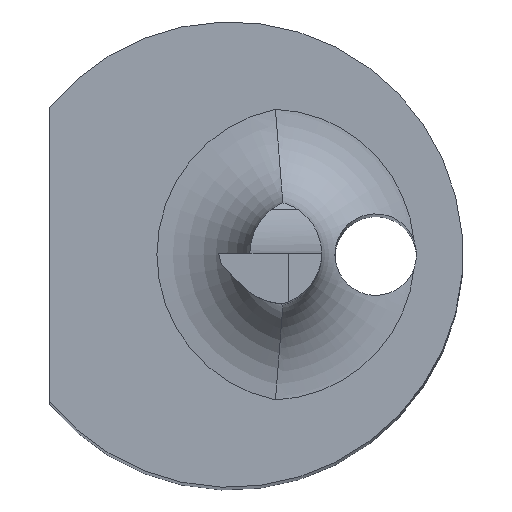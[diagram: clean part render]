
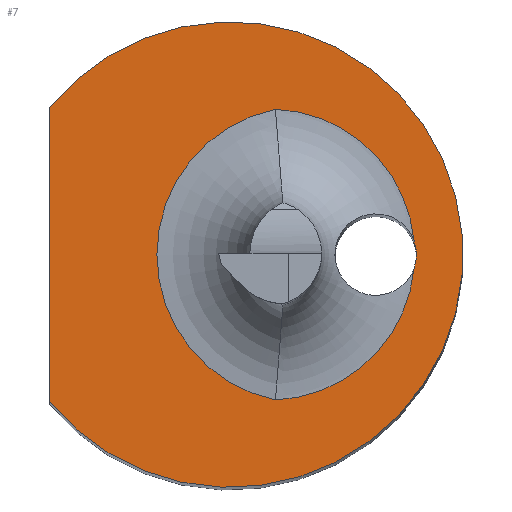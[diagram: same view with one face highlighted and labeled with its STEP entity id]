
A CAD part, top view. The second image highlights one B-rep face of the part: STEP entity #7.
In plain terms, the highlighted planar face has unit normal (0, 0, 1).
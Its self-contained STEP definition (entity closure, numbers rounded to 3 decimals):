
#7 = ADVANCED_FACE ( 'NONE', ( #736, #245 ), #795, .T. ) ;
#28 = CARTESIAN_POINT ( 'NONE',  ( 0.335, 0., 14.3 ) ) ;
#39 = EDGE_CURVE ( 'NONE', #601, #258, #654, .T. ) ;
#44 = CARTESIAN_POINT ( 'NONE',  ( 0., 0., 14.3 ) ) ;
#65 = EDGE_CURVE ( 'NONE', #897, #252, #738, .T. ) ;
#83 = VECTOR ( 'NONE', #327, 1000. ) ;
#110 = DIRECTION ( 'NONE',  ( 0., 0., -1. ) ) ;
#124 = DIRECTION ( 'NONE',  ( -1., 0., 0. ) ) ;
#136 = ORIENTED_EDGE ( 'NONE', *, *, #39, .F. ) ;
#140 = EDGE_CURVE ( 'NONE', #601, #258, #240, .T. ) ;
#175 = CARTESIAN_POINT ( 'NONE',  ( 0., 0., 14.3 ) ) ;
#203 = ORIENTED_EDGE ( 'NONE', *, *, #559, .F. ) ;
#223 = AXIS2_PLACEMENT_3D ( 'NONE', #868, #110, #124 ) ;
#225 = VERTEX_POINT ( 'NONE', #653 ) ;
#226 = DIRECTION ( 'NONE',  ( -1., 0., 0. ) ) ;
#240 = LINE ( 'NONE', #589, #83 ) ;
#245 = FACE_OUTER_BOUND ( 'NONE', #308, .T. ) ;
#252 = VERTEX_POINT ( 'NONE', #267 ) ;
#258 = VERTEX_POINT ( 'NONE', #662 ) ;
#260 = DIRECTION ( 'NONE',  ( -1., 0., 0. ) ) ;
#267 = CARTESIAN_POINT ( 'NONE',  ( 1.579, -0.118, 14.3 ) ) ;
#295 = AXIS2_PLACEMENT_3D ( 'NONE', #28, #842, #226 ) ;
#308 = EDGE_LOOP ( 'NONE', ( #136, #550 ) ) ;
#313 = DIRECTION ( 'NONE',  ( 0., 0., 1. ) ) ;
#327 = DIRECTION ( 'NONE',  ( 0., -1., 0. ) ) ;
#332 = DIRECTION ( 'NONE',  ( 0., 0., -1. ) ) ;
#356 = AXIS2_PLACEMENT_3D ( 'NONE', #544, #611, #260 ) ;
#371 = CIRCLE ( 'NONE', #678, 1.275 ) ;
#394 = ORIENTED_EDGE ( 'NONE', *, *, #463, .F. ) ;
#455 = CARTESIAN_POINT ( 'NONE',  ( 0.645, 0., 14.3 ) ) ;
#463 = EDGE_CURVE ( 'NONE', #225, #897, #371, .T. ) ;
#465 = ORIENTED_EDGE ( 'NONE', *, *, #609, .T. ) ;
#477 = VERTEX_POINT ( 'NONE', #865 ) ;
#544 = CARTESIAN_POINT ( 'NONE',  ( 0.335, 0., 14.3 ) ) ;
#550 = ORIENTED_EDGE ( 'NONE', *, *, #140, .T. ) ;
#554 = AXIS2_PLACEMENT_3D ( 'NONE', #175, #867, #724 ) ;
#559 = EDGE_CURVE ( 'NONE', #477, #225, #839, .T. ) ;
#589 = CARTESIAN_POINT ( 'NONE',  ( -1.55, 0., 14.3 ) ) ;
#601 = VERTEX_POINT ( 'NONE', #854 ) ;
#609 = EDGE_CURVE ( 'NONE', #477, #252, #613, .T. ) ;
#611 = DIRECTION ( 'NONE',  ( 0., 0., 1. ) ) ;
#613 = CIRCLE ( 'NONE', #223, 0.35 ) ;
#618 = AXIS2_PLACEMENT_3D ( 'NONE', #44, #332, #881 ) ;
#622 = CARTESIAN_POINT ( 'NONE',  ( 0.388, -1.249, 14.3 ) ) ;
#653 = CARTESIAN_POINT ( 'NONE',  ( 0.388, 1.249, 14.3 ) ) ;
#654 = CIRCLE ( 'NONE', #618, 2. ) ;
#662 = CARTESIAN_POINT ( 'NONE',  ( -1.55, -1.264, 14.3 ) ) ;
#678 = AXIS2_PLACEMENT_3D ( 'NONE', #455, #313, #716 ) ;
#689 = ORIENTED_EDGE ( 'NONE', *, *, #65, .F. ) ;
#716 = DIRECTION ( 'NONE',  ( -1., 0., 0. ) ) ;
#724 = DIRECTION ( 'NONE',  ( -1., 0., 0. ) ) ;
#736 = FACE_BOUND ( 'NONE', #746, .T. ) ;
#738 = CIRCLE ( 'NONE', #356, 1.25 ) ;
#746 = EDGE_LOOP ( 'NONE', ( #465, #689, #394, #203 ) ) ;
#795 = PLANE ( 'NONE',  #554 ) ;
#839 = CIRCLE ( 'NONE', #295, 1.25 ) ;
#842 = DIRECTION ( 'NONE',  ( 0., 0., 1. ) ) ;
#854 = CARTESIAN_POINT ( 'NONE',  ( -1.55, 1.264, 14.3 ) ) ;
#865 = CARTESIAN_POINT ( 'NONE',  ( 1.579, 0.118, 14.3 ) ) ;
#867 = DIRECTION ( 'NONE',  ( 0., 0., 1. ) ) ;
#868 = CARTESIAN_POINT ( 'NONE',  ( 1.25, 0., 14.3 ) ) ;
#881 = DIRECTION ( 'NONE',  ( -1., 0., 0. ) ) ;
#897 = VERTEX_POINT ( 'NONE', #622 ) ;
